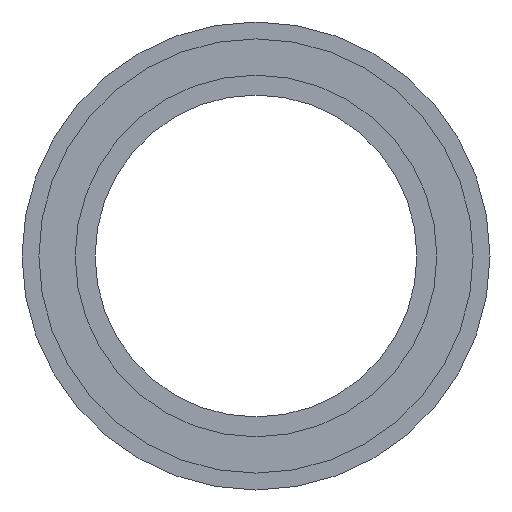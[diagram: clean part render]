
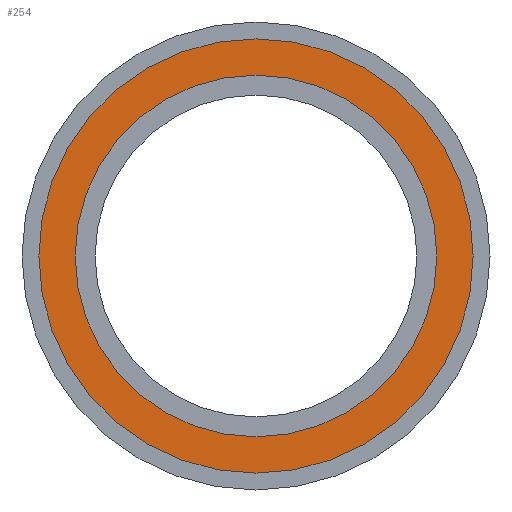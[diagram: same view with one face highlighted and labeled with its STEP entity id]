
A CAD part, left-side view. The second image highlights one B-rep face of the part: STEP entity #254.
In plain terms, the highlighted planar face has unit normal (-1, 0, 0).
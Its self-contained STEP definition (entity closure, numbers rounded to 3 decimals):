
#24 = AXIS2_PLACEMENT_3D ( 'NONE', #212, #316, #327 ) ;
#26 = CARTESIAN_POINT ( 'NONE',  ( -14., 0., 24.15 ) ) ;
#32 = EDGE_CURVE ( 'NONE', #295, #87, #253, .T. ) ;
#52 = VERTEX_POINT ( 'NONE', #26 ) ;
#76 = CIRCLE ( 'NONE', #395, 24.15 ) ;
#87 = VERTEX_POINT ( 'NONE', #247 ) ;
#88 = DIRECTION ( 'NONE',  ( -1., 0., 0. ) ) ;
#91 = ORIENTED_EDGE ( 'NONE', *, *, #32, .T. ) ;
#110 = AXIS2_PLACEMENT_3D ( 'NONE', #407, #111, #331 ) ;
#111 = DIRECTION ( 'NONE',  ( 1., 0., 0. ) ) ;
#127 = VERTEX_POINT ( 'NONE', #252 ) ;
#136 = EDGE_CURVE ( 'NONE', #52, #127, #138, .T. ) ;
#138 = CIRCLE ( 'NONE', #157, 24.15 ) ;
#152 = FACE_OUTER_BOUND ( 'NONE', #168, .T. ) ;
#157 = AXIS2_PLACEMENT_3D ( 'NONE', #398, #213, #357 ) ;
#162 = DIRECTION ( 'NONE',  ( 0., 0., 1. ) ) ;
#168 = EDGE_LOOP ( 'NONE', ( #313, #91 ) ) ;
#186 = PLANE ( 'NONE',  #110 ) ;
#212 = CARTESIAN_POINT ( 'NONE',  ( -14., 0., 0. ) ) ;
#213 = DIRECTION ( 'NONE',  ( -1., 0., 0. ) ) ;
#224 = ORIENTED_EDGE ( 'NONE', *, *, #136, .F. ) ;
#237 = DIRECTION ( 'NONE',  ( 0., 0., 1. ) ) ;
#247 = CARTESIAN_POINT ( 'NONE',  ( -14., 0., 29. ) ) ;
#252 = CARTESIAN_POINT ( 'NONE',  ( -14., 0., -24.15 ) ) ;
#253 = CIRCLE ( 'NONE', #24, 29. ) ;
#254 = ADVANCED_FACE ( 'NONE', ( #328, #152 ), #186, .F. ) ;
#262 = DIRECTION ( 'NONE',  ( -1., 0., 0. ) ) ;
#270 = CARTESIAN_POINT ( 'NONE',  ( -14., 0., 0. ) ) ;
#295 = VERTEX_POINT ( 'NONE', #304 ) ;
#304 = CARTESIAN_POINT ( 'NONE',  ( -14., 0., -29. ) ) ;
#311 = CARTESIAN_POINT ( 'NONE',  ( -14., 0., 0. ) ) ;
#312 = CIRCLE ( 'NONE', #411, 29. ) ;
#313 = ORIENTED_EDGE ( 'NONE', *, *, #366, .T. ) ;
#316 = DIRECTION ( 'NONE',  ( -1., 0., 0. ) ) ;
#327 = DIRECTION ( 'NONE',  ( 0., 0., 1. ) ) ;
#328 = FACE_BOUND ( 'NONE', #480, .T. ) ;
#331 = DIRECTION ( 'NONE',  ( 0., 0., -1. ) ) ;
#357 = DIRECTION ( 'NONE',  ( 0., 0., 1. ) ) ;
#366 = EDGE_CURVE ( 'NONE', #87, #295, #312, .T. ) ;
#395 = AXIS2_PLACEMENT_3D ( 'NONE', #311, #88, #237 ) ;
#398 = CARTESIAN_POINT ( 'NONE',  ( -14., 0., 0. ) ) ;
#407 = CARTESIAN_POINT ( 'NONE',  ( -14., 0., 0. ) ) ;
#411 = AXIS2_PLACEMENT_3D ( 'NONE', #270, #262, #162 ) ;
#462 = ORIENTED_EDGE ( 'NONE', *, *, #478, .F. ) ;
#478 = EDGE_CURVE ( 'NONE', #127, #52, #76, .T. ) ;
#480 = EDGE_LOOP ( 'NONE', ( #224, #462 ) ) ;
